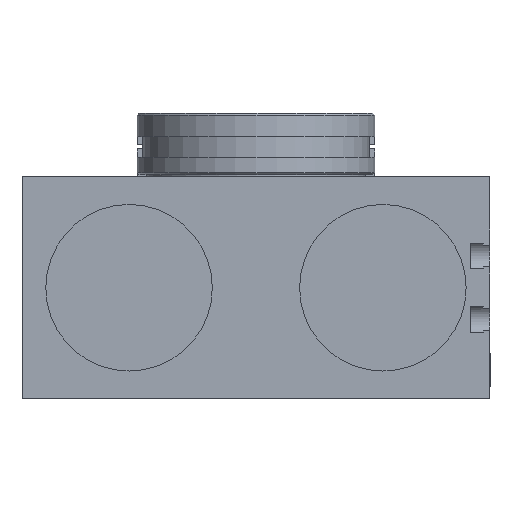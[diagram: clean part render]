
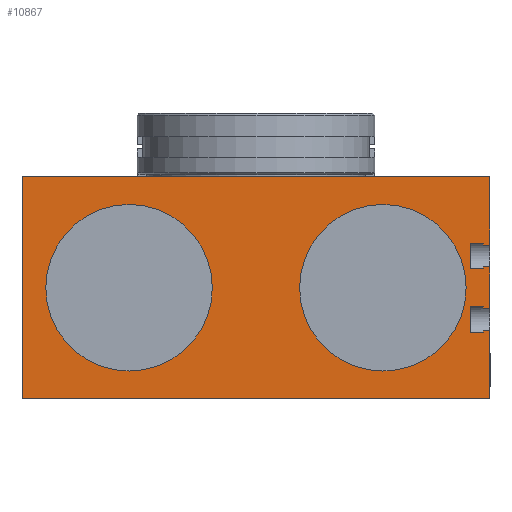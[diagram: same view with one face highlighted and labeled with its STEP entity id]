
A CAD part, front view. The second image highlights one B-rep face of the part: STEP entity #10867.
In plain terms, the highlighted planar face has unit normal (0, -1, 0).
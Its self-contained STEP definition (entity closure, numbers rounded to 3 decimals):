
#511=FACE_BOUND('',#1777,.T.);
#512=FACE_BOUND('',#1778,.T.);
#656=PLANE('',#11812);
#1156=FACE_OUTER_BOUND('',#1776,.T.);
#1776=EDGE_LOOP('',(#8012,#8013,#8014,#8015,#8016,#8017,#8018,#8019,#8020,
#8021,#8022,#8023,#8024,#8025,#8026,#8027,#8028,#8029,#8030,#8031));
#1777=EDGE_LOOP('',(#8032,#8033));
#1778=EDGE_LOOP('',(#8034,#8035));
#2479=CIRCLE('',#11763,21.);
#2480=CIRCLE('',#11764,21.);
#2483=CIRCLE('',#11769,21.);
#2484=CIRCLE('',#11770,21.);
#2803=LINE('',#15503,#3757);
#2806=LINE('',#15508,#3760);
#2808=LINE('',#15512,#3762);
#2810=LINE('',#15516,#3764);
#2812=LINE('',#15521,#3766);
#2815=LINE('',#15526,#3769);
#2817=LINE('',#15530,#3771);
#2819=LINE('',#15534,#3773);
#2821=LINE('',#15538,#3775);
#2842=LINE('',#15644,#3796);
#2844=LINE('',#15648,#3798);
#2847=LINE('',#15653,#3801);
#2849=LINE('',#15657,#3803);
#2851=LINE('',#15661,#3805);
#2913=LINE('',#15982,#3867);
#2916=LINE('',#15987,#3870);
#2918=LINE('',#15990,#3872);
#2919=LINE('',#15991,#3873);
#2921=LINE('',#15994,#3875);
#2922=LINE('',#15996,#3876);
#3757=VECTOR('',#12654,10.);
#3760=VECTOR('',#12659,10.);
#3762=VECTOR('',#12663,10.);
#3764=VECTOR('',#12667,10.);
#3766=VECTOR('',#12671,10.);
#3769=VECTOR('',#12676,10.);
#3771=VECTOR('',#12680,10.);
#3773=VECTOR('',#12684,10.);
#3775=VECTOR('',#12688,10.);
#3796=VECTOR('',#12801,10.);
#3798=VECTOR('',#12805,10.);
#3801=VECTOR('',#12810,10.);
#3803=VECTOR('',#12814,10.);
#3805=VECTOR('',#12818,10.);
#3867=VECTOR('',#13166,10.);
#3870=VECTOR('',#13171,10.);
#3872=VECTOR('',#13175,10.);
#3873=VECTOR('',#13176,10.);
#3875=VECTOR('',#13178,10.);
#3876=VECTOR('',#13181,10.);
#4742=VERTEX_POINT('',#15500);
#4743=VERTEX_POINT('',#15502);
#4744=VERTEX_POINT('',#15506);
#4745=VERTEX_POINT('',#15510);
#4746=VERTEX_POINT('',#15514);
#4747=VERTEX_POINT('',#15518);
#4748=VERTEX_POINT('',#15520);
#4749=VERTEX_POINT('',#15524);
#4750=VERTEX_POINT('',#15528);
#4751=VERTEX_POINT('',#15532);
#4752=VERTEX_POINT('',#15536);
#4791=VERTEX_POINT('',#15643);
#4792=VERTEX_POINT('',#15647);
#4793=VERTEX_POINT('',#15651);
#4794=VERTEX_POINT('',#15655);
#4795=VERTEX_POINT('',#15659);
#4873=VERTEX_POINT('',#15867);
#4874=VERTEX_POINT('',#15869);
#4877=VERTEX_POINT('',#15878);
#4878=VERTEX_POINT('',#15880);
#4910=VERTEX_POINT('',#15980);
#4911=VERTEX_POINT('',#15981);
#4912=VERTEX_POINT('',#15986);
#4913=VERTEX_POINT('',#15992);
#5893=EDGE_CURVE('',#4743,#4742,#2803,.T.);
#5896=EDGE_CURVE('',#4742,#4744,#2806,.T.);
#5898=EDGE_CURVE('',#4744,#4745,#2808,.T.);
#5900=EDGE_CURVE('',#4745,#4746,#2810,.T.);
#5902=EDGE_CURVE('',#4748,#4747,#2812,.T.);
#5905=EDGE_CURVE('',#4747,#4749,#2815,.T.);
#5907=EDGE_CURVE('',#4749,#4750,#2817,.T.);
#5909=EDGE_CURVE('',#4750,#4751,#2819,.T.);
#5911=EDGE_CURVE('',#4751,#4752,#2821,.T.);
#5960=EDGE_CURVE('',#4791,#4748,#2842,.T.);
#5962=EDGE_CURVE('',#4792,#4791,#2844,.T.);
#5965=EDGE_CURVE('',#4746,#4793,#2847,.T.);
#5967=EDGE_CURVE('',#4793,#4794,#2849,.T.);
#5969=EDGE_CURVE('',#4794,#4795,#2851,.T.);
#6065=EDGE_CURVE('',#4874,#4873,#2479,.T.);
#6066=EDGE_CURVE('',#4873,#4874,#2480,.T.);
#6070=EDGE_CURVE('',#4878,#4877,#2483,.T.);
#6071=EDGE_CURVE('',#4877,#4878,#2484,.T.);
#6118=EDGE_CURVE('',#4910,#4911,#2913,.T.);
#6121=EDGE_CURVE('',#4912,#4911,#2916,.T.);
#6123=EDGE_CURVE('',#4752,#4743,#2918,.T.);
#6124=EDGE_CURVE('',#4910,#4792,#2919,.T.);
#6126=EDGE_CURVE('',#4795,#4913,#2921,.T.);
#6127=EDGE_CURVE('',#4912,#4913,#2922,.T.);
#8012=ORIENTED_EDGE('',*,*,#6127,.F.);
#8013=ORIENTED_EDGE('',*,*,#6121,.T.);
#8014=ORIENTED_EDGE('',*,*,#6118,.F.);
#8015=ORIENTED_EDGE('',*,*,#6124,.T.);
#8016=ORIENTED_EDGE('',*,*,#5962,.T.);
#8017=ORIENTED_EDGE('',*,*,#5960,.T.);
#8018=ORIENTED_EDGE('',*,*,#5902,.T.);
#8019=ORIENTED_EDGE('',*,*,#5905,.T.);
#8020=ORIENTED_EDGE('',*,*,#5907,.T.);
#8021=ORIENTED_EDGE('',*,*,#5909,.T.);
#8022=ORIENTED_EDGE('',*,*,#5911,.T.);
#8023=ORIENTED_EDGE('',*,*,#6123,.T.);
#8024=ORIENTED_EDGE('',*,*,#5893,.T.);
#8025=ORIENTED_EDGE('',*,*,#5896,.T.);
#8026=ORIENTED_EDGE('',*,*,#5898,.T.);
#8027=ORIENTED_EDGE('',*,*,#5900,.T.);
#8028=ORIENTED_EDGE('',*,*,#5965,.T.);
#8029=ORIENTED_EDGE('',*,*,#5967,.T.);
#8030=ORIENTED_EDGE('',*,*,#5969,.T.);
#8031=ORIENTED_EDGE('',*,*,#6126,.T.);
#8032=ORIENTED_EDGE('',*,*,#6070,.T.);
#8033=ORIENTED_EDGE('',*,*,#6071,.T.);
#8034=ORIENTED_EDGE('',*,*,#6065,.T.);
#8035=ORIENTED_EDGE('',*,*,#6066,.T.);
#10867=ADVANCED_FACE('',(#1156,#511,#512),#656,.T.);
#11763=AXIS2_PLACEMENT_3D('',#15870,#13044,#13045);
#11764=AXIS2_PLACEMENT_3D('',#15871,#13046,#13047);
#11769=AXIS2_PLACEMENT_3D('',#15881,#13057,#13058);
#11770=AXIS2_PLACEMENT_3D('',#15882,#13059,#13060);
#11812=AXIS2_PLACEMENT_3D('',#15995,#13179,#13180);
#12654=DIRECTION('',(-1.,0.,0.));
#12659=DIRECTION('',(0.,0.,-1.));
#12663=DIRECTION('',(-1.,0.,0.));
#12667=DIRECTION('',(0.,0.,1.));
#12671=DIRECTION('',(-1.,0.,0.));
#12676=DIRECTION('',(0.,0.,1.));
#12680=DIRECTION('',(1.,0.,0.));
#12684=DIRECTION('',(0.,0.,-1.));
#12688=DIRECTION('',(1.,0.,0.));
#12801=DIRECTION('',(0.,0.,-1.));
#12805=DIRECTION('',(-1.,0.,0.));
#12810=DIRECTION('',(1.,0.,0.));
#12814=DIRECTION('',(0.,0.,-1.));
#12818=DIRECTION('',(1.,0.,0.));
#13044=DIRECTION('center_axis',(0.,1.,0.));
#13045=DIRECTION('ref_axis',(1.,0.,0.));
#13046=DIRECTION('center_axis',(0.,1.,0.));
#13047=DIRECTION('ref_axis',(1.,0.,0.));
#13057=DIRECTION('center_axis',(0.,1.,0.));
#13058=DIRECTION('ref_axis',(1.,0.,0.));
#13059=DIRECTION('center_axis',(0.,1.,0.));
#13060=DIRECTION('ref_axis',(1.,0.,0.));
#13166=DIRECTION('',(-1.,0.,0.));
#13171=DIRECTION('',(0.,0.,-1.));
#13175=DIRECTION('',(0.,0.,1.));
#13176=DIRECTION('',(0.,0.,1.));
#13178=DIRECTION('',(0.,0.,1.));
#13179=DIRECTION('center_axis',(0.,-1.,0.));
#13180=DIRECTION('ref_axis',(1.,0.,0.));
#13181=DIRECTION('',(1.,0.,0.));
#15500=CARTESIAN_POINT('',(57.3,-96.,5.25));
#15502=CARTESIAN_POINT('',(59.,-96.,5.25));
#15503=CARTESIAN_POINT('',(0.1,-96.,5.25));
#15506=CARTESIAN_POINT('',(57.3,-96.,4.75));
#15508=CARTESIAN_POINT('',(57.3,-96.,2.625));
#15510=CARTESIAN_POINT('',(54.,-96.,4.75));
#15512=CARTESIAN_POINT('',(-0.85,-96.,4.75));
#15514=CARTESIAN_POINT('',(54.,-96.,11.25));
#15516=CARTESIAN_POINT('',(54.,-96.,2.375));
#15518=CARTESIAN_POINT('',(54.,-96.,-11.25));
#15520=CARTESIAN_POINT('',(57.3,-96.,-11.25));
#15521=CARTESIAN_POINT('',(-0.85,-96.,-11.25));
#15524=CARTESIAN_POINT('',(54.,-96.,-4.75));
#15526=CARTESIAN_POINT('',(54.,-96.,-5.625));
#15528=CARTESIAN_POINT('',(57.3,-96.,-4.75));
#15530=CARTESIAN_POINT('',(-2.5,-96.,-4.75));
#15532=CARTESIAN_POINT('',(57.3,-96.,-5.25));
#15534=CARTESIAN_POINT('',(57.3,-96.,-2.375));
#15536=CARTESIAN_POINT('',(59.,-96.,-5.25));
#15538=CARTESIAN_POINT('',(-0.85,-96.,-5.25));
#15643=CARTESIAN_POINT('',(57.3,-96.,-10.75));
#15644=CARTESIAN_POINT('',(57.3,-96.,-5.375));
#15647=CARTESIAN_POINT('',(59.,-96.,-10.75));
#15648=CARTESIAN_POINT('',(0.1,-96.,-10.75));
#15651=CARTESIAN_POINT('',(57.3,-96.,11.25));
#15653=CARTESIAN_POINT('',(-2.5,-96.,11.25));
#15655=CARTESIAN_POINT('',(57.3,-96.,10.75));
#15657=CARTESIAN_POINT('',(57.3,-96.,5.625));
#15659=CARTESIAN_POINT('',(59.,-96.,10.75));
#15661=CARTESIAN_POINT('',(-0.85,-96.,10.75));
#15867=CARTESIAN_POINT('',(-53.,-96.,0.));
#15869=CARTESIAN_POINT('',(-11.,-96.,0.));
#15870=CARTESIAN_POINT('Origin',(-32.,-96.,0.));
#15871=CARTESIAN_POINT('Origin',(-32.,-96.,0.));
#15878=CARTESIAN_POINT('',(11.,-96.,0.));
#15880=CARTESIAN_POINT('',(53.,-96.,0.));
#15881=CARTESIAN_POINT('Origin',(32.,-96.,0.));
#15882=CARTESIAN_POINT('Origin',(32.,-96.,0.));
#15980=CARTESIAN_POINT('',(59.,-96.,-28.));
#15981=CARTESIAN_POINT('',(-59.,-96.,-28.));
#15982=CARTESIAN_POINT('',(-59.,-96.,-28.));
#15986=CARTESIAN_POINT('',(-59.,-96.,28.));
#15987=CARTESIAN_POINT('',(-59.,-96.,0.));
#15990=CARTESIAN_POINT('',(59.,-96.,0.));
#15991=CARTESIAN_POINT('',(59.,-96.,0.));
#15992=CARTESIAN_POINT('',(59.,-96.,28.));
#15994=CARTESIAN_POINT('',(59.,-96.,0.));
#15995=CARTESIAN_POINT('Origin',(-59.,-96.,0.));
#15996=CARTESIAN_POINT('',(-59.,-96.,28.));
